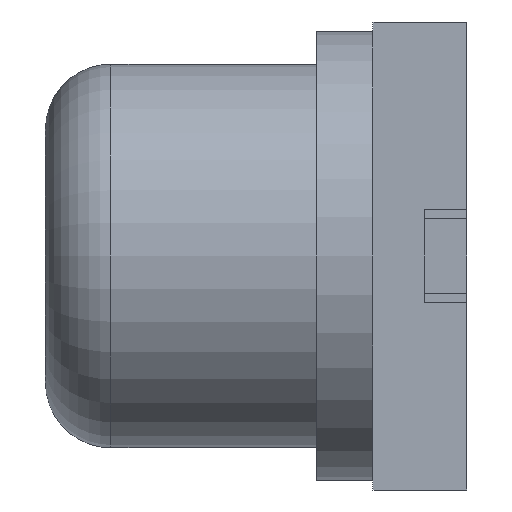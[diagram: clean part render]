
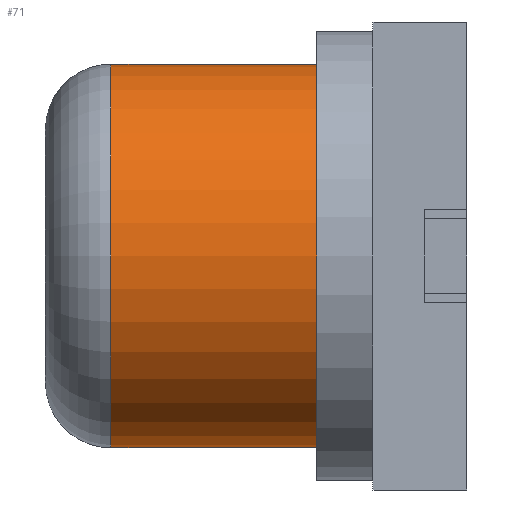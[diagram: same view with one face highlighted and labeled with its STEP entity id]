
A CAD part, left-side view. The second image highlights one B-rep face of the part: STEP entity #71.
In plain terms, the highlighted cylindrical face has radius 2.05 mm (diameter 4.1 mm), a partial arc.
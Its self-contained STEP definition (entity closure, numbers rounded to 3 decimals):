
#29 = CARTESIAN_POINT ( 'NONE',  ( -3.25, 20.365, 0. ) ) ;
#30 = CARTESIAN_POINT ( 'NONE',  ( -3.25, 1.6, 2.05 ) ) ;
#42 = DIRECTION ( 'NONE',  ( 0., 1., 0. ) ) ;
#71 = ADVANCED_FACE ( 'NONE', ( #1060 ), #989, .T. ) ;
#85 = ORIENTED_EDGE ( 'NONE', *, *, #511, .F. ) ;
#127 = VERTEX_POINT ( 'NONE', #619 ) ;
#178 = VECTOR ( 'NONE', #191, 1000. ) ;
#191 = DIRECTION ( 'NONE',  ( 0., -1., 0. ) ) ;
#211 = AXIS2_PLACEMENT_3D ( 'NONE', #881, #42, #869 ) ;
#216 = DIRECTION ( 'NONE',  ( 0., 0., -1. ) ) ;
#254 = CIRCLE ( 'NONE', #211, 2.05 ) ;
#316 = VERTEX_POINT ( 'NONE', #867 ) ;
#399 = ORIENTED_EDGE ( 'NONE', *, *, #862, .T. ) ;
#430 = DIRECTION ( 'NONE',  ( 0., -1., 0. ) ) ;
#511 = EDGE_CURVE ( 'NONE', #534, #682, #747, .T. ) ;
#534 = VERTEX_POINT ( 'NONE', #566 ) ;
#566 = CARTESIAN_POINT ( 'NONE',  ( -3.25, 3.8, 2.05 ) ) ;
#586 = DIRECTION ( 'NONE',  ( 0., -1., 0. ) ) ;
#607 = ORIENTED_EDGE ( 'NONE', *, *, #668, .T. ) ;
#619 = CARTESIAN_POINT ( 'NONE',  ( -3.25, 3.8, -2.05 ) ) ;
#649 = CARTESIAN_POINT ( 'NONE',  ( -3.25, 20.365, 2.05 ) ) ;
#660 = AXIS2_PLACEMENT_3D ( 'NONE', #1109, #430, #912 ) ;
#668 = EDGE_CURVE ( 'NONE', #127, #316, #964, .T. ) ;
#682 = VERTEX_POINT ( 'NONE', #30 ) ;
#700 = EDGE_CURVE ( 'NONE', #316, #682, #254, .T. ) ;
#747 = LINE ( 'NONE', #649, #178 ) ;
#768 = CARTESIAN_POINT ( 'NONE',  ( -3.25, 20.365, -2.05 ) ) ;
#862 = EDGE_CURVE ( 'NONE', #534, #127, #1097, .T. ) ;
#867 = CARTESIAN_POINT ( 'NONE',  ( -3.25, 1.6, -2.05 ) ) ;
#869 = DIRECTION ( 'NONE',  ( 0., 0., 1. ) ) ;
#881 = CARTESIAN_POINT ( 'NONE',  ( -3.25, 1.6, 0. ) ) ;
#912 = DIRECTION ( 'NONE',  ( 0., 0., 1. ) ) ;
#964 = LINE ( 'NONE', #768, #975 ) ;
#975 = VECTOR ( 'NONE', #1141, 1000. ) ;
#989 = CYLINDRICAL_SURFACE ( 'NONE', #995, 2.05 ) ;
#995 = AXIS2_PLACEMENT_3D ( 'NONE', #29, #586, #216 ) ;
#1043 = ORIENTED_EDGE ( 'NONE', *, *, #700, .T. ) ;
#1060 = FACE_OUTER_BOUND ( 'NONE', #1174, .T. ) ;
#1097 = CIRCLE ( 'NONE', #660, 2.05 ) ;
#1109 = CARTESIAN_POINT ( 'NONE',  ( -3.25, 3.8, 0. ) ) ;
#1141 = DIRECTION ( 'NONE',  ( 0., -1., 0. ) ) ;
#1174 = EDGE_LOOP ( 'NONE', ( #607, #1043, #85, #399 ) ) ;
